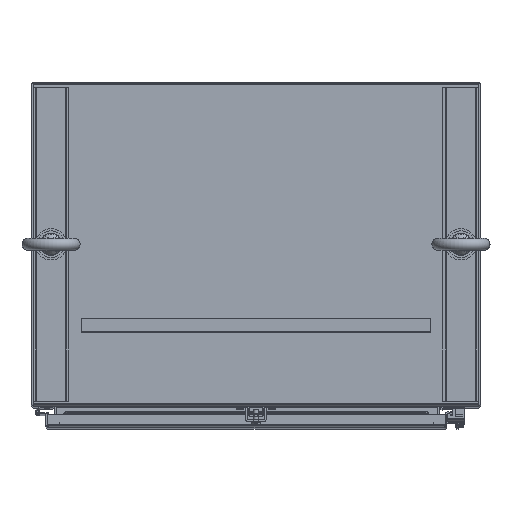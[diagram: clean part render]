
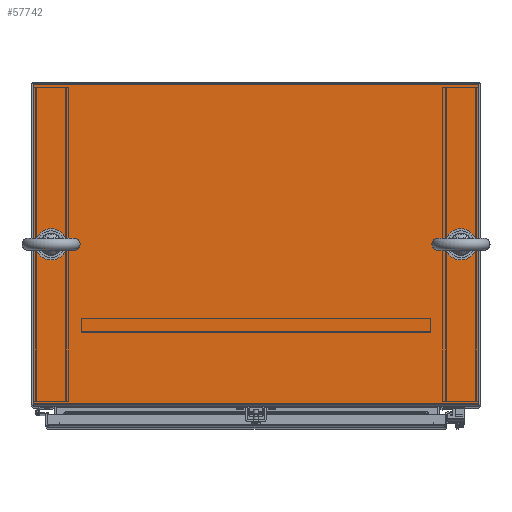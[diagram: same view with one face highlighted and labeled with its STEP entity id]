
A CAD part, top view. The second image highlights one B-rep face of the part: STEP entity #57742.
In plain terms, the highlighted planar face has unit normal (0, 0, 1).
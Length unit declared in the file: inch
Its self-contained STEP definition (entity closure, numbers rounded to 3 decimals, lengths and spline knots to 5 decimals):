
#408 = DIRECTION ( 'NONE',  ( 0., -1., 0. ) ) ;
#905 = CARTESIAN_POINT ( 'NONE',  ( -11.06, -9.028, 36.03 ) ) ;
#2122 = CIRCLE ( 'NONE', #12638, 0.375 ) ;
#2719 = VERTEX_POINT ( 'NONE', #61589 ) ;
#4001 = DIRECTION ( 'NONE',  ( -1., 0., 0. ) ) ;
#4572 = EDGE_CURVE ( 'NONE', #29311, #29311, #2122, .T. ) ;
#7110 = ORIENTED_EDGE ( 'NONE', *, *, #30519, .T. ) ;
#11252 = CARTESIAN_POINT ( 'NONE',  ( -11.435, -9.028, 36.03 ) ) ;
#11467 = ORIENTED_EDGE ( 'NONE', *, *, #63455, .T. ) ;
#12528 = DIRECTION ( 'NONE',  ( 1., 0., 0. ) ) ;
#12638 = AXIS2_PLACEMENT_3D ( 'NONE', #11252, #47761, #18791 ) ;
#15287 = CARTESIAN_POINT ( 'NONE',  ( 12.435, -17.917, 36.03 ) ) ;
#17020 = VERTEX_POINT ( 'NONE', #15287 ) ;
#17674 = DIRECTION ( 'NONE',  ( 0., 0., -1. ) ) ;
#18563 = AXIS2_PLACEMENT_3D ( 'NONE', #26200, #17674, #4001 ) ;
#18791 = DIRECTION ( 'NONE',  ( 1., 0., 0. ) ) ;
#19074 = PLANE ( 'NONE',  #18563 ) ;
#19497 = VERTEX_POINT ( 'NONE', #59449 ) ;
#20672 = ORIENTED_EDGE ( 'NONE', *, *, #30703, .F. ) ;
#22347 = DIRECTION ( 'NONE',  ( 0., 0., -1. ) ) ;
#22613 = LINE ( 'NONE', #92854, #80233 ) ;
#23120 = ORIENTED_EDGE ( 'NONE', *, *, #4572, .T. ) ;
#26200 = CARTESIAN_POINT ( 'NONE',  ( -12.435, -0.06, 36.03 ) ) ;
#27152 = DIRECTION ( 'NONE',  ( -1., 0., 0. ) ) ;
#27897 = CIRCLE ( 'NONE', #71857, 0.375 ) ;
#29311 = VERTEX_POINT ( 'NONE', #905 ) ;
#30272 = CARTESIAN_POINT ( 'NONE',  ( 12.435, -0.06, 36.03 ) ) ;
#30519 = EDGE_CURVE ( 'NONE', #17020, #64997, #65198, .T. ) ;
#30703 = EDGE_CURVE ( 'NONE', #17020, #2719, #92121, .T. ) ;
#33367 = FACE_OUTER_BOUND ( 'NONE', #56542, .T. ) ;
#34856 = CARTESIAN_POINT ( 'NONE',  ( 11.435, -9.028, 36.03 ) ) ;
#38390 = VECTOR ( 'NONE', #86066, 39.37008 ) ;
#39508 = EDGE_CURVE ( 'NONE', #69102, #69102, #27897, .T. ) ;
#47761 = DIRECTION ( 'NONE',  ( 0., 0., -1. ) ) ;
#51588 = LINE ( 'NONE', #30272, #64876 ) ;
#53319 = ORIENTED_EDGE ( 'NONE', *, *, #39508, .T. ) ;
#54182 = CARTESIAN_POINT ( 'NONE',  ( -12.435, -17.917, 36.03 ) ) ;
#56542 = EDGE_LOOP ( 'NONE', ( #20672, #7110, #11467, #62293 ) ) ;
#57540 = CARTESIAN_POINT ( 'NONE',  ( 12.435, -18.06, 36.03 ) ) ;
#57742 = ADVANCED_FACE ( 'NONE', ( #33367, #68962, #91687 ), #19074, .F. ) ;
#59132 = DIRECTION ( 'NONE',  ( -1., 0., 0. ) ) ;
#59449 = CARTESIAN_POINT ( 'NONE',  ( -12.435, -0.06, 36.03 ) ) ;
#61589 = CARTESIAN_POINT ( 'NONE',  ( -12.435, -17.917, 36.03 ) ) ;
#62293 = ORIENTED_EDGE ( 'NONE', *, *, #69647, .T. ) ;
#63455 = EDGE_CURVE ( 'NONE', #64997, #19497, #51588, .T. ) ;
#64876 = VECTOR ( 'NONE', #59132, 39.37008 ) ;
#64997 = VERTEX_POINT ( 'NONE', #71337 ) ;
#65198 = LINE ( 'NONE', #57540, #38390 ) ;
#68962 = FACE_BOUND ( 'NONE', #72323, .T. ) ;
#69102 = VERTEX_POINT ( 'NONE', #76158 ) ;
#69647 = EDGE_CURVE ( 'NONE', #19497, #2719, #22613, .T. ) ;
#71337 = CARTESIAN_POINT ( 'NONE',  ( 12.435, -0.06, 36.03 ) ) ;
#71857 = AXIS2_PLACEMENT_3D ( 'NONE', #34856, #22347, #12528 ) ;
#72323 = EDGE_LOOP ( 'NONE', ( #53319 ) ) ;
#74717 = VECTOR ( 'NONE', #27152, 39.37008 ) ;
#76158 = CARTESIAN_POINT ( 'NONE',  ( 11.81, -9.028, 36.03 ) ) ;
#80233 = VECTOR ( 'NONE', #408, 39.37008 ) ;
#83313 = EDGE_LOOP ( 'NONE', ( #23120 ) ) ;
#86066 = DIRECTION ( 'NONE',  ( 0., 1., 0. ) ) ;
#91687 = FACE_BOUND ( 'NONE', #83313, .T. ) ;
#92121 = LINE ( 'NONE', #54182, #74717 ) ;
#92854 = CARTESIAN_POINT ( 'NONE',  ( -12.435, -0.06, 36.03 ) ) ;
